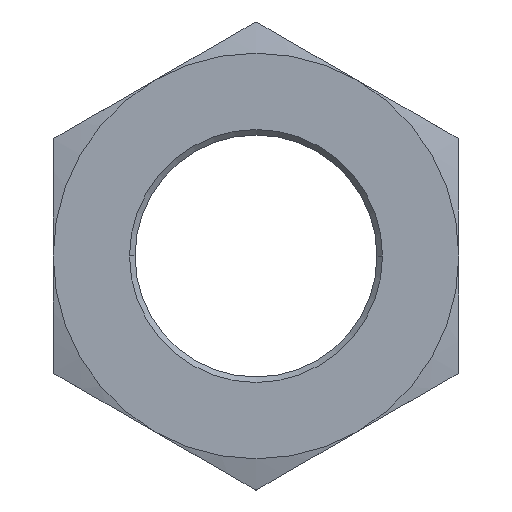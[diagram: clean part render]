
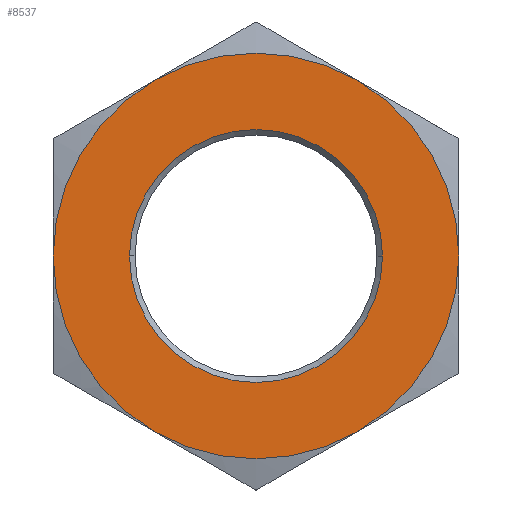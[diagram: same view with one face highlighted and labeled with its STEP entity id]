
A CAD part, front view. The second image highlights one B-rep face of the part: STEP entity #8537.
In plain terms, the highlighted planar face has unit normal (0, -1, 0).
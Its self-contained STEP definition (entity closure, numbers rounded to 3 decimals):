
#45 = VERTEX_POINT ( 'NONE', #69 ) ;
#69 = CARTESIAN_POINT ( 'NONE',  ( -23.75, 0., 41.136 ) ) ;
#229 = CARTESIAN_POINT ( 'NONE',  ( 47.5, 0., 0. ) ) ;
#278 = CARTESIAN_POINT ( 'NONE',  ( 0., 0., 0. ) ) ;
#618 = ORIENTED_EDGE ( 'NONE', *, *, #2175, .T. ) ;
#714 = FACE_BOUND ( 'NONE', #11181, .T. ) ;
#937 = DIRECTION ( 'NONE',  ( 1., 0., 0. ) ) ;
#1002 = DIRECTION ( 'NONE',  ( 0., -1., 0. ) ) ;
#1431 = CARTESIAN_POINT ( 'NONE',  ( 0., 0., 0. ) ) ;
#1997 = AXIS2_PLACEMENT_3D ( 'NONE', #16066, #4752, #13555 ) ;
#2175 = EDGE_CURVE ( 'NONE', #4421, #6584, #11720, .T. ) ;
#2479 = EDGE_CURVE ( 'NONE', #45, #4421, #7307, .T. ) ;
#2700 = AXIS2_PLACEMENT_3D ( 'NONE', #1431, #12803, #14112 ) ;
#2859 = CARTESIAN_POINT ( 'NONE',  ( 0., 0., 0. ) ) ;
#3043 = DIRECTION ( 'NONE',  ( 0., -1., 0. ) ) ;
#3048 = CARTESIAN_POINT ( 'NONE',  ( 29.62, 0., 0. ) ) ;
#3118 = AXIS2_PLACEMENT_3D ( 'NONE', #2859, #11531, #15409 ) ;
#3124 = DIRECTION ( 'NONE',  ( 0., -1., 0. ) ) ;
#3233 = DIRECTION ( 'NONE',  ( 0., -1., 0. ) ) ;
#3354 = AXIS2_PLACEMENT_3D ( 'NONE', #12371, #1002, #5920 ) ;
#3856 = ORIENTED_EDGE ( 'NONE', *, *, #8501, .T. ) ;
#4060 = CIRCLE ( 'NONE', #14626, 47.5 ) ;
#4346 = EDGE_CURVE ( 'NONE', #16343, #45, #9842, .T. ) ;
#4421 = VERTEX_POINT ( 'NONE', #7592 ) ;
#4723 = AXIS2_PLACEMENT_3D ( 'NONE', #9432, #3233, #5623 ) ;
#4752 = DIRECTION ( 'NONE',  ( 0., -1., 0. ) ) ;
#5339 = AXIS2_PLACEMENT_3D ( 'NONE', #278, #3043, #6565 ) ;
#5602 = EDGE_CURVE ( 'NONE', #7156, #14077, #7081, .T. ) ;
#5623 = DIRECTION ( 'NONE',  ( 1., 0., 0. ) ) ;
#5920 = DIRECTION ( 'NONE',  ( 1., 0., 0. ) ) ;
#6020 = CARTESIAN_POINT ( 'NONE',  ( 0., 0., 0. ) ) ;
#6097 = DIRECTION ( 'NONE',  ( 0., -1., 0. ) ) ;
#6107 = CIRCLE ( 'NONE', #4723, 47.5 ) ;
#6275 = ORIENTED_EDGE ( 'NONE', *, *, #7499, .F. ) ;
#6560 = PLANE ( 'NONE',  #2700 ) ;
#6565 = DIRECTION ( 'NONE',  ( 1., 0., 0. ) ) ;
#6584 = VERTEX_POINT ( 'NONE', #10177 ) ;
#6715 = ORIENTED_EDGE ( 'NONE', *, *, #4346, .T. ) ;
#7077 = VERTEX_POINT ( 'NONE', #229 ) ;
#7081 = CIRCLE ( 'NONE', #13424, 29.62 ) ;
#7156 = VERTEX_POINT ( 'NONE', #3048 ) ;
#7307 = CIRCLE ( 'NONE', #3354, 47.5 ) ;
#7499 = EDGE_CURVE ( 'NONE', #14077, #7156, #12703, .T. ) ;
#7592 = CARTESIAN_POINT ( 'NONE',  ( -47.5, 0., 0. ) ) ;
#8267 = DIRECTION ( 'NONE',  ( 1., 0., 0. ) ) ;
#8362 = EDGE_CURVE ( 'NONE', #6584, #14915, #9213, .T. ) ;
#8501 = EDGE_CURVE ( 'NONE', #14915, #7077, #4060, .T. ) ;
#8508 = DIRECTION ( 'NONE',  ( 0., -1., 0. ) ) ;
#8537 = ADVANCED_FACE ( 'NONE', ( #11575, #714 ), #6560, .F. ) ;
#8791 = CARTESIAN_POINT ( 'NONE',  ( 0., 0., 0. ) ) ;
#9213 = CIRCLE ( 'NONE', #9583, 47.5 ) ;
#9432 = CARTESIAN_POINT ( 'NONE',  ( 0., 0., 0. ) ) ;
#9583 = AXIS2_PLACEMENT_3D ( 'NONE', #6020, #8508, #937 ) ;
#9842 = CIRCLE ( 'NONE', #1997, 47.5 ) ;
#10177 = CARTESIAN_POINT ( 'NONE',  ( -23.75, 0., -41.136 ) ) ;
#10626 = ORIENTED_EDGE ( 'NONE', *, *, #2479, .T. ) ;
#11181 = EDGE_LOOP ( 'NONE', ( #12718, #6275 ) ) ;
#11306 = CARTESIAN_POINT ( 'NONE',  ( -29.62, 0., 0. ) ) ;
#11531 = DIRECTION ( 'NONE',  ( 0., -1., 0. ) ) ;
#11575 = FACE_OUTER_BOUND ( 'NONE', #13805, .T. ) ;
#11720 = CIRCLE ( 'NONE', #5339, 47.5 ) ;
#12371 = CARTESIAN_POINT ( 'NONE',  ( 0., 0., 0. ) ) ;
#12386 = DIRECTION ( 'NONE',  ( 1., 0., 0. ) ) ;
#12703 = CIRCLE ( 'NONE', #3118, 29.62 ) ;
#12718 = ORIENTED_EDGE ( 'NONE', *, *, #5602, .F. ) ;
#12803 = DIRECTION ( 'NONE',  ( 0., 1., 0. ) ) ;
#13099 = CARTESIAN_POINT ( 'NONE',  ( 23.75, 0., -41.136 ) ) ;
#13424 = AXIS2_PLACEMENT_3D ( 'NONE', #15795, #3124, #8267 ) ;
#13555 = DIRECTION ( 'NONE',  ( 1., 0., 0. ) ) ;
#13805 = EDGE_LOOP ( 'NONE', ( #618, #15823, #3856, #15716, #6715, #10626 ) ) ;
#14077 = VERTEX_POINT ( 'NONE', #11306 ) ;
#14112 = DIRECTION ( 'NONE',  ( 0., 0., 1. ) ) ;
#14366 = CARTESIAN_POINT ( 'NONE',  ( 23.75, 0., 41.136 ) ) ;
#14626 = AXIS2_PLACEMENT_3D ( 'NONE', #8791, #6097, #12386 ) ;
#14915 = VERTEX_POINT ( 'NONE', #13099 ) ;
#15409 = DIRECTION ( 'NONE',  ( 1., 0., 0. ) ) ;
#15716 = ORIENTED_EDGE ( 'NONE', *, *, #15773, .T. ) ;
#15773 = EDGE_CURVE ( 'NONE', #7077, #16343, #6107, .T. ) ;
#15795 = CARTESIAN_POINT ( 'NONE',  ( 0., 0., 0. ) ) ;
#15823 = ORIENTED_EDGE ( 'NONE', *, *, #8362, .T. ) ;
#16066 = CARTESIAN_POINT ( 'NONE',  ( 0., 0., 0. ) ) ;
#16343 = VERTEX_POINT ( 'NONE', #14366 ) ;
